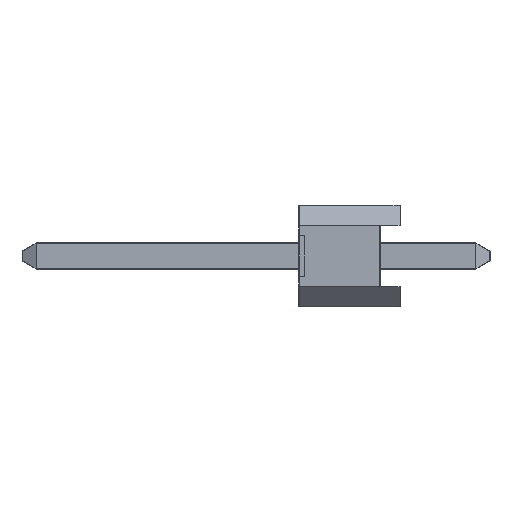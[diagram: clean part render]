
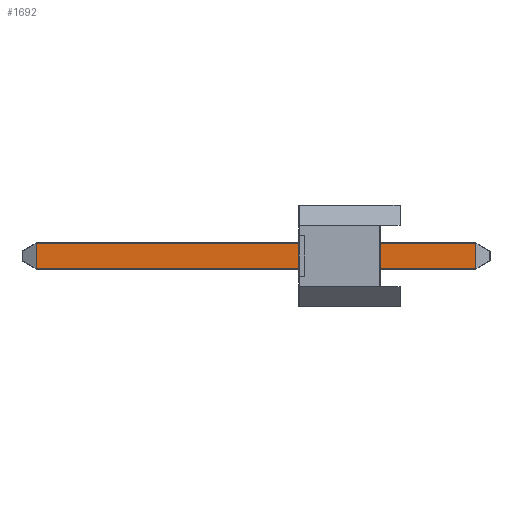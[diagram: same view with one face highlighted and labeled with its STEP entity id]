
A CAD part, left-side view. The second image highlights one B-rep face of the part: STEP entity #1692.
In plain terms, the highlighted planar face has unit normal (-1, 0, 0).
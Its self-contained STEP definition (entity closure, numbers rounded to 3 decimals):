
#95 = VERTEX_POINT ( 'NONE', #3607 ) ;
#126 = VERTEX_POINT ( 'NONE', #938 ) ;
#414 = AXIS2_PLACEMENT_3D ( 'NONE', #1202, #945, #2086 ) ;
#511 = DIRECTION ( 'NONE',  ( 0., 0., 1. ) ) ;
#588 = LINE ( 'NONE', #2744, #2783 ) ;
#602 = EDGE_CURVE ( 'NONE', #95, #126, #1119, .T. ) ;
#653 = PLANE ( 'NONE',  #414 ) ;
#685 = DIRECTION ( 'NONE',  ( 0., 0., -1. ) ) ;
#781 = VECTOR ( 'NONE', #2040, 1000. ) ;
#882 = FACE_OUTER_BOUND ( 'NONE', #3136, .T. ) ;
#938 = CARTESIAN_POINT ( 'NONE',  ( -0.32, 11.154, 0.31 ) ) ;
#945 = DIRECTION ( 'NONE',  ( 1., 0., 0. ) ) ;
#955 = ORIENTED_EDGE ( 'NONE', *, *, #1064, .T. ) ;
#1064 = EDGE_CURVE ( 'NONE', #3472, #1190, #588, .T. ) ;
#1112 = ORIENTED_EDGE ( 'NONE', *, *, #602, .T. ) ;
#1119 = LINE ( 'NONE', #3796, #781 ) ;
#1190 = VERTEX_POINT ( 'NONE', #2565 ) ;
#1202 = CARTESIAN_POINT ( 'NONE',  ( -0.32, 11.5, -0.32 ) ) ;
#1479 = CARTESIAN_POINT ( 'NONE',  ( -0.32, 0.346, -0.32 ) ) ;
#1524 = ORIENTED_EDGE ( 'NONE', *, *, #2495, .T. ) ;
#1648 = ORIENTED_EDGE ( 'NONE', *, *, #2676, .T. ) ;
#1692 = ADVANCED_FACE ( 'NONE', ( #882 ), #653, .F. ) ;
#1788 = DIRECTION ( 'NONE',  ( 0., -1., 0. ) ) ;
#2040 = DIRECTION ( 'NONE',  ( 0., 1., 0. ) ) ;
#2086 = DIRECTION ( 'NONE',  ( 0., 0., -1. ) ) ;
#2393 = CARTESIAN_POINT ( 'NONE',  ( -0.32, 11.154, -0.31 ) ) ;
#2464 = LINE ( 'NONE', #3361, #3354 ) ;
#2495 = EDGE_CURVE ( 'NONE', #126, #3472, #2464, .T. ) ;
#2565 = CARTESIAN_POINT ( 'NONE',  ( -0.32, 0.346, -0.31 ) ) ;
#2676 = EDGE_CURVE ( 'NONE', #1190, #95, #2941, .T. ) ;
#2744 = CARTESIAN_POINT ( 'NONE',  ( -0.32, 11.5, -0.31 ) ) ;
#2783 = VECTOR ( 'NONE', #1788, 1000. ) ;
#2941 = LINE ( 'NONE', #1479, #3171 ) ;
#3136 = EDGE_LOOP ( 'NONE', ( #1524, #955, #1648, #1112 ) ) ;
#3171 = VECTOR ( 'NONE', #511, 1000. ) ;
#3354 = VECTOR ( 'NONE', #685, 1000. ) ;
#3361 = CARTESIAN_POINT ( 'NONE',  ( -0.32, 11.154, -0.32 ) ) ;
#3472 = VERTEX_POINT ( 'NONE', #2393 ) ;
#3607 = CARTESIAN_POINT ( 'NONE',  ( -0.32, 0.346, 0.31 ) ) ;
#3796 = CARTESIAN_POINT ( 'NONE',  ( -0.32, 11.5, 0.31 ) ) ;
